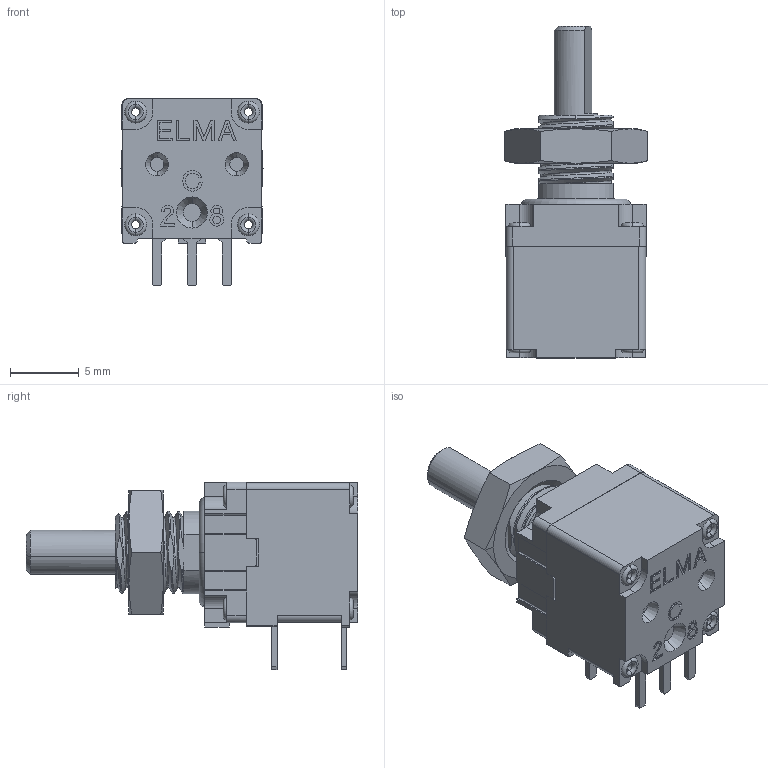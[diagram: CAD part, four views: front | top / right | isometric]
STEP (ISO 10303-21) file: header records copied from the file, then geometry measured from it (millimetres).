
FILE_DESCRIPTION(('OneSpaceDesigner STEP Export'),'2;1');
FILE_NAME('Dummy_C07A1XXX-30000X.stp','2010-02-03T11:41:14',(''),(''),'OneSpace Designer STEP processor for AP214 (Solid Model)','OneSpace Designer 13.20A 18-Aug-2005 (C) CoCreate Software GmbH','');
FILE_SCHEMA(('AUTOMOTIVE_DESIGN { 1 0 10303 214 1 1 1 1 }'));
Length unit declared in the file: millimetre
Products named in the file (3): Switch; Nut; Dummy_C07A1XXX-30000X
Assembly tree (2 placements, depth 2):
  Dummy_C07A1XXX-30000X
    Nut
    Switch
Bounding box: 10.39 x 24.13 x 13.62 mm (x, y, z)
Volume: 1426.9 mm3; surface area: 1394.6 mm2
Topology: 2 solids, 11 shells, 675 faces, 1788 edges, 1153 vertices
Faces by surface type: plane 438, cylinder 104, torus 74, cone 55, bspline 4
Entity records: 27080 total; most frequent: CARTESIAN_POINT 11369, ORIENTED_EDGE 3576, DIRECTION 2763, EDGE_CURVE 1788, VECTOR 1231, LINE 1231, VERTEX_POINT 1153, AXIS2_PLACEMENT_3D 766
